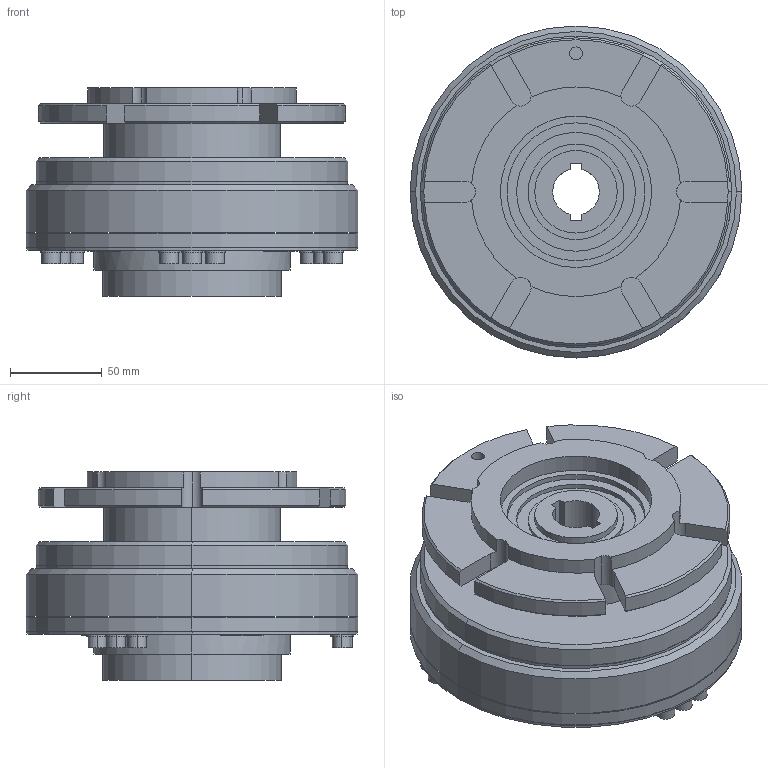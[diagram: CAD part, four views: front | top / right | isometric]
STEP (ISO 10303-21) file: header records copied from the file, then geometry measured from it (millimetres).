
FILE_DESCRIPTION (( 'STEP AP203' ), '1' );
FILE_NAME ('MMC 28E-03_80002657_乾式単板電磁クラッチ組立.STEP', '2016-03-25T00:38:27', ( ' ' ), ( '' ), 'SwSTEP 2.0', 'SolidWorks 2009', '' );
FILE_SCHEMA (( 'CONFIG_CONTROL_DESIGN' ));
Length unit declared in the file: millimetre
Products named in the file (1): MMC 28E-03_80002657_乾式単板電磁クラッチ組立
Bounding box: 181 x 181 x 113.5 mm (x, y, z)
Volume: 1723325.3 mm3; surface area: 199457.9 mm2
Topology: 1 solids, 1 shells, 244 faces, 581 edges, 376 vertices
Faces by surface type: cylinder 150, plane 72, cone 22
Entity records: 7677 total; most frequent: CARTESIAN_POINT 1707, DIRECTION 1335, ORIENTED_EDGE 1162, EDGE_CURVE 581, AXIS2_PLACEMENT_3D 559, VERTEX_POINT 376, CIRCLE 314, EDGE_LOOP 295
